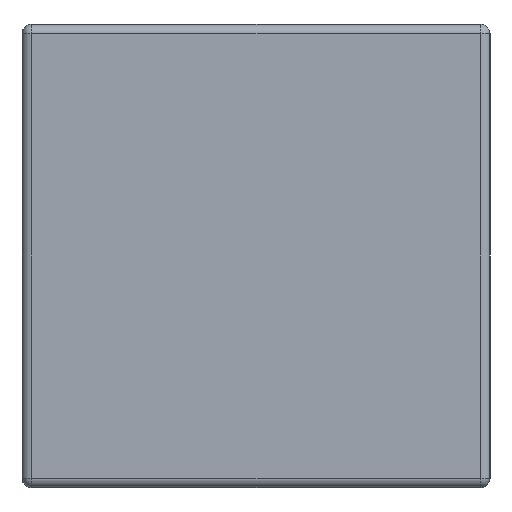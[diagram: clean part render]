
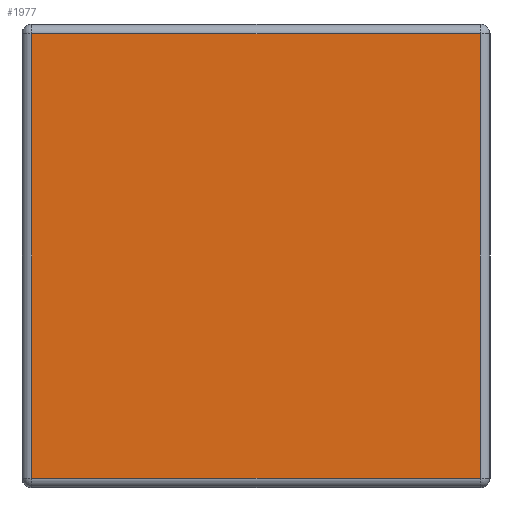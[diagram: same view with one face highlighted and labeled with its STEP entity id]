
A CAD part, left-side view. The second image highlights one B-rep face of the part: STEP entity #1977.
In plain terms, the highlighted planar face has unit normal (-1, 0, 0).
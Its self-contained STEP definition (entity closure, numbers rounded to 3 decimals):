
#54 = LINE ( 'NONE', #4021, #2122 ) ;
#100 = DIRECTION ( 'NONE',  ( 0., -1., 0. ) ) ;
#137 = VERTEX_POINT ( 'NONE', #3081 ) ;
#160 = EDGE_CURVE ( 'NONE', #1601, #3136, #3128, .T. ) ;
#366 = EDGE_CURVE ( 'NONE', #2758, #1601, #1022, .T. ) ;
#695 = EDGE_CURVE ( 'NONE', #137, #2758, #2966, .T. ) ;
#863 = CARTESIAN_POINT ( 'NONE',  ( 0., 0.021, 0. ) ) ;
#937 = CARTESIAN_POINT ( 'NONE',  ( 0., 0.999, -0.021 ) ) ;
#1022 = LINE ( 'NONE', #2465, #2309 ) ;
#1217 = ORIENTED_EDGE ( 'NONE', *, *, #3364, .T. ) ;
#1601 = VERTEX_POINT ( 'NONE', #937 ) ;
#1622 = ORIENTED_EDGE ( 'NONE', *, *, #695, .T. ) ;
#1753 = VECTOR ( 'NONE', #3155, 1000. ) ;
#1903 = ORIENTED_EDGE ( 'NONE', *, *, #160, .T. ) ;
#1977 = ADVANCED_FACE ( 'NONE', ( #3135 ), #4635, .T. ) ;
#2096 = DIRECTION ( 'NONE',  ( -1., 0., 0. ) ) ;
#2122 = VECTOR ( 'NONE', #100, 1000. ) ;
#2265 = VECTOR ( 'NONE', #3376, 1000. ) ;
#2309 = VECTOR ( 'NONE', #4376, 1000. ) ;
#2333 = AXIS2_PLACEMENT_3D ( 'NONE', #3915, #2096, #3550 ) ;
#2465 = CARTESIAN_POINT ( 'NONE',  ( 0., 1.02, -0.021 ) ) ;
#2473 = CARTESIAN_POINT ( 'NONE',  ( 0., 0.999, -1.01 ) ) ;
#2758 = VERTEX_POINT ( 'NONE', #3880 ) ;
#2966 = LINE ( 'NONE', #863, #2265 ) ;
#3020 = EDGE_LOOP ( 'NONE', ( #1217, #1622, #4544, #1903 ) ) ;
#3081 = CARTESIAN_POINT ( 'NONE',  ( 0., 0.021, -0.989 ) ) ;
#3128 = LINE ( 'NONE', #2473, #1753 ) ;
#3135 = FACE_OUTER_BOUND ( 'NONE', #3020, .T. ) ;
#3136 = VERTEX_POINT ( 'NONE', #3992 ) ;
#3155 = DIRECTION ( 'NONE',  ( 0., 0., -1. ) ) ;
#3364 = EDGE_CURVE ( 'NONE', #3136, #137, #54, .T. ) ;
#3376 = DIRECTION ( 'NONE',  ( 0., 0., 1. ) ) ;
#3550 = DIRECTION ( 'NONE',  ( 0., 0., 1. ) ) ;
#3880 = CARTESIAN_POINT ( 'NONE',  ( 0., 0.021, -0.021 ) ) ;
#3915 = CARTESIAN_POINT ( 'NONE',  ( 0., 0., 0. ) ) ;
#3992 = CARTESIAN_POINT ( 'NONE',  ( 0., 0.999, -0.989 ) ) ;
#4021 = CARTESIAN_POINT ( 'NONE',  ( 0., 0., -0.989 ) ) ;
#4376 = DIRECTION ( 'NONE',  ( 0., 1., 0. ) ) ;
#4544 = ORIENTED_EDGE ( 'NONE', *, *, #366, .T. ) ;
#4635 = PLANE ( 'NONE',  #2333 ) ;
